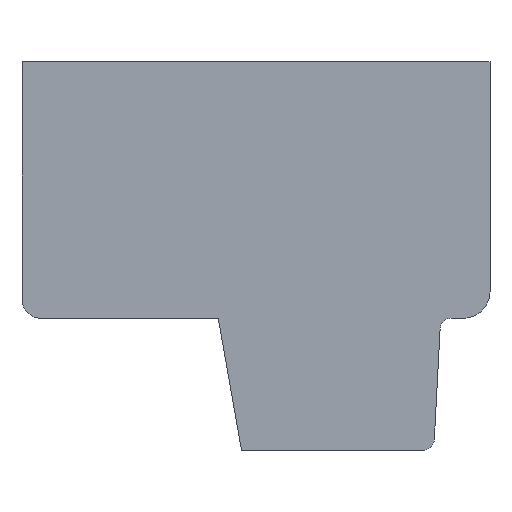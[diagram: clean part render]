
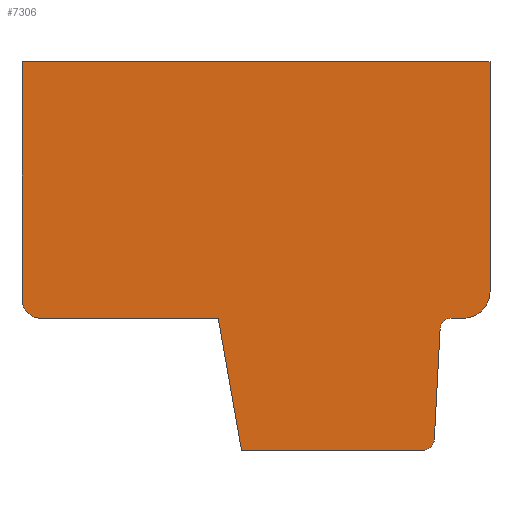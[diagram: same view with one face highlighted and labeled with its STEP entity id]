
A CAD part, front view. The second image highlights one B-rep face of the part: STEP entity #7306.
In plain terms, the highlighted planar face has unit normal (0, -1, 0).
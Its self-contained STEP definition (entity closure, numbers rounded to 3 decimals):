
#1=DIRECTION('',(0.,0.,1.));
#2=VECTOR('',#1,6.3);
#3=CARTESIAN_POINT('',(-6.2,0.,-1.15));
#4=LINE('',#3,#2);
#5=DIRECTION('',(1.,0.,0.));
#6=VECTOR('',#5,12.4);
#7=CARTESIAN_POINT('',(-6.2,0.,5.15));
#8=LINE('',#7,#6);
#9=DIRECTION('',(0.,0.,-1.));
#10=VECTOR('',#9,6.1);
#11=CARTESIAN_POINT('',(6.2,0.,5.15));
#12=LINE('',#11,#10);
#13=CARTESIAN_POINT('',(5.5,0.,-0.95));
#14=DIRECTION('',(0.,1.,0.));
#15=DIRECTION('',(1.,0.,0.));
#16=AXIS2_PLACEMENT_3D('',#13,#14,#15);
#18=DIRECTION('',(-1.,0.,0.));
#19=VECTOR('',#18,0.323);
#20=CARTESIAN_POINT('',(5.5,0.,-1.65));
#21=LINE('',#20,#19);
#22=CARTESIAN_POINT('',(5.177,0.,-1.95));
#23=DIRECTION('',(0.,-1.,0.));
#24=DIRECTION('',(0.,0.,1.));
#25=AXIS2_PLACEMENT_3D('',#22,#23,#24);
#27=DIRECTION('',(-0.052,0.,-0.999));
#28=VECTOR('',#27,2.904);
#29=CARTESIAN_POINT('',(4.877,0.,-1.95));
#30=LINE('',#29,#28);
#31=CARTESIAN_POINT('',(4.425,0.,-4.85));
#32=DIRECTION('',(0.,1.,0.));
#33=DIRECTION('',(1.,0.,0.));
#34=AXIS2_PLACEMENT_3D('',#31,#32,#33);
#36=DIRECTION('',(-1.,0.,0.));
#37=VECTOR('',#36,4.808);
#38=CARTESIAN_POINT('',(4.425,0.,-5.15));
#39=LINE('',#38,#37);
#40=DIRECTION('',(-0.174,0.,0.985));
#41=VECTOR('',#40,3.554);
#42=CARTESIAN_POINT('',(-0.383,0.,-5.15));
#43=LINE('',#42,#41);
#44=DIRECTION('',(-1.,0.,0.));
#45=VECTOR('',#44,4.7);
#46=CARTESIAN_POINT('',(-1.,0.,-1.65));
#47=LINE('',#46,#45);
#48=CARTESIAN_POINT('',(-5.7,0.,-1.15));
#49=DIRECTION('',(0.,1.,0.));
#50=DIRECTION('',(0.,0.,-1.));
#51=AXIS2_PLACEMENT_3D('',#48,#49,#50);
#5535=CARTESIAN_POINT('',(-6.2,0.,-1.15));
#5536=CARTESIAN_POINT('',(-6.2,0.,5.15));
#5537=VERTEX_POINT('',#5535);
#5538=VERTEX_POINT('',#5536);
#5539=CARTESIAN_POINT('',(6.2,0.,5.15));
#5540=VERTEX_POINT('',#5539);
#5541=CARTESIAN_POINT('',(6.2,0.,-0.95));
#5542=VERTEX_POINT('',#5541);
#5543=CARTESIAN_POINT('',(5.5,0.,-1.65));
#5544=VERTEX_POINT('',#5543);
#5545=CARTESIAN_POINT('',(5.177,0.,-1.65));
#5546=VERTEX_POINT('',#5545);
#5547=CARTESIAN_POINT('',(4.877,0.,-1.95));
#5548=VERTEX_POINT('',#5547);
#5549=CARTESIAN_POINT('',(4.725,0.,-4.85));
#5550=VERTEX_POINT('',#5549);
#5551=CARTESIAN_POINT('',(4.425,0.,-5.15));
#5552=VERTEX_POINT('',#5551);
#5553=CARTESIAN_POINT('',(-0.383,0.,-5.15));
#5554=VERTEX_POINT('',#5553);
#5555=CARTESIAN_POINT('',(-1.,0.,-1.65));
#5556=VERTEX_POINT('',#5555);
#5557=CARTESIAN_POINT('',(-5.7,0.,-1.65));
#5558=VERTEX_POINT('',#5557);
#7275=CARTESIAN_POINT('',(0.,0.,0.));
#7276=DIRECTION('',(0.,1.,0.));
#7277=DIRECTION('',(1.,0.,0.));
#7278=AXIS2_PLACEMENT_3D('',#7275,#7276,#7277);
#7279=PLANE('',#7278);
#7281=ORIENTED_EDGE('',*,*,#7280,.T.);
#7283=ORIENTED_EDGE('',*,*,#7282,.T.);
#7285=ORIENTED_EDGE('',*,*,#7284,.T.);
#7287=ORIENTED_EDGE('',*,*,#7286,.T.);
#7289=ORIENTED_EDGE('',*,*,#7288,.T.);
#7291=ORIENTED_EDGE('',*,*,#7290,.T.);
#7293=ORIENTED_EDGE('',*,*,#7292,.T.);
#7295=ORIENTED_EDGE('',*,*,#7294,.T.);
#7297=ORIENTED_EDGE('',*,*,#7296,.T.);
#7299=ORIENTED_EDGE('',*,*,#7298,.T.);
#7301=ORIENTED_EDGE('',*,*,#7300,.T.);
#7303=ORIENTED_EDGE('',*,*,#7302,.T.);
#7304=EDGE_LOOP('',(#7281,#7283,#7285,#7287,#7289,#7291,#7293,#7295,#7297,#7299,
#7301,#7303));
#7305=FACE_OUTER_BOUND('',#7304,.F.);
#7306=ADVANCED_FACE('',(#7305),#7279,.F.);
#17=CIRCLE('',#16,0.7);
#26=CIRCLE('',#25,0.3);
#35=CIRCLE('',#34,0.3);
#52=CIRCLE('',#51,0.5);
#7280=EDGE_CURVE('',#5537,#5538,#4,.T.);
#7282=EDGE_CURVE('',#5538,#5540,#8,.T.);
#7284=EDGE_CURVE('',#5540,#5542,#12,.T.);
#7286=EDGE_CURVE('',#5542,#5544,#17,.T.);
#7288=EDGE_CURVE('',#5544,#5546,#21,.T.);
#7290=EDGE_CURVE('',#5546,#5548,#26,.T.);
#7292=EDGE_CURVE('',#5548,#5550,#30,.T.);
#7294=EDGE_CURVE('',#5550,#5552,#35,.T.);
#7296=EDGE_CURVE('',#5552,#5554,#39,.T.);
#7298=EDGE_CURVE('',#5554,#5556,#43,.T.);
#7300=EDGE_CURVE('',#5556,#5558,#47,.T.);
#7302=EDGE_CURVE('',#5558,#5537,#52,.T.);
